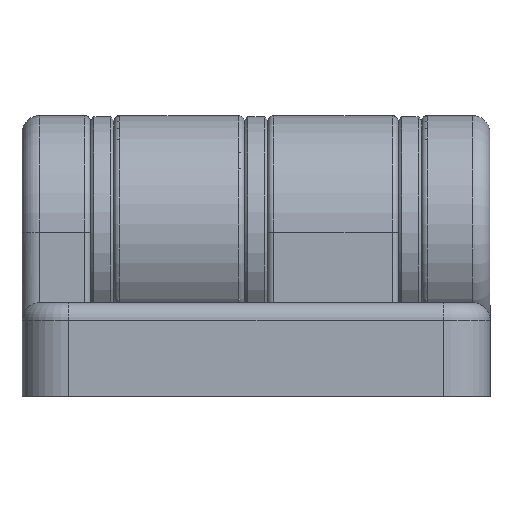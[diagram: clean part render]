
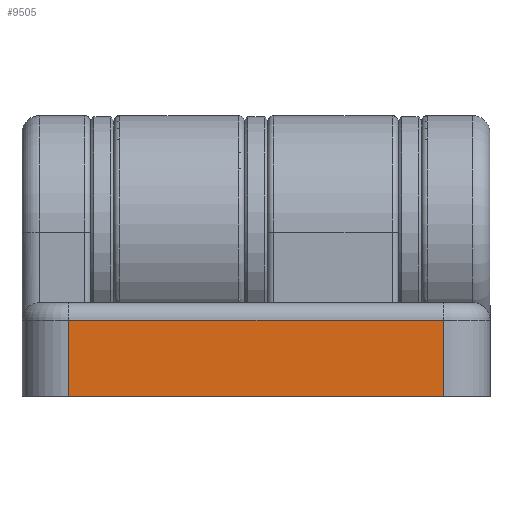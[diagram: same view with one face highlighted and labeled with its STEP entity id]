
A CAD part, left-side view. The second image highlights one B-rep face of the part: STEP entity #9505.
In plain terms, the highlighted planar face has unit normal (-1, 0, 0).
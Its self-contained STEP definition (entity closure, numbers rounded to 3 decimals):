
#7876 = PLANE('',#7877);
#7877 = AXIS2_PLACEMENT_3D('',#7878,#7879,#7880);
#7878 = CARTESIAN_POINT('',(-36.,-14.,-16.));
#7879 = DIRECTION('',(0.,1.,0.));
#7880 = DIRECTION('',(0.,-0.,1.));
#8700 = VERTEX_POINT('',#8701);
#8701 = CARTESIAN_POINT('',(-40.,-7.5,16.));
#8716 = CYLINDRICAL_SURFACE('',#8717,1.5);
#8717 = AXIS2_PLACEMENT_3D('',#8718,#8719,#8720);
#8718 = CARTESIAN_POINT('',(-38.5,-7.5,-16.));
#8719 = DIRECTION('',(-0.,-0.,1.));
#8720 = DIRECTION('',(-1.,0.,0.));
#8743 = CYLINDRICAL_SURFACE('',#8744,4.);
#8744 = AXIS2_PLACEMENT_3D('',#8745,#8746,#8747);
#8745 = CARTESIAN_POINT('',(-36.,-6.,16.));
#8746 = DIRECTION('',(-0.,1.,0.));
#8747 = DIRECTION('',(0.,0.,-1.));
#8783 = VERTEX_POINT('',#8784);
#8784 = CARTESIAN_POINT('',(-40.,-7.5,-16.));
#8811 = EDGE_CURVE('',#8783,#8700,#8812,.T.);
#8812 = SURFACE_CURVE('',#8813,(#8817,#8824),.PCURVE_S1.);
#8813 = LINE('',#8814,#8815);
#8814 = CARTESIAN_POINT('',(-40.,-7.5,-16.));
#8815 = VECTOR('',#8816,1.);
#8816 = DIRECTION('',(-0.,0.,1.));
#8817 = PCURVE('',#8716,#8818);
#8818 = DEFINITIONAL_REPRESENTATION('',(#8819),#8823);
#8819 = LINE('',#8820,#8821);
#8820 = CARTESIAN_POINT('',(6.283,0.));
#8821 = VECTOR('',#8822,1.);
#8822 = DIRECTION('',(0.,1.));
#8823 = ( GEOMETRIC_REPRESENTATION_CONTEXT(2) 
PARAMETRIC_REPRESENTATION_CONTEXT() REPRESENTATION_CONTEXT('2D SPACE',''
  ) );
#8824 = PCURVE('',#8825,#8830);
#8825 = PLANE('',#8826);
#8826 = AXIS2_PLACEMENT_3D('',#8827,#8828,#8829);
#8827 = CARTESIAN_POINT('',(-40.,-6.,-16.));
#8828 = DIRECTION('',(1.,0.,0.));
#8829 = DIRECTION('',(0.,0.,-1.));
#8830 = DEFINITIONAL_REPRESENTATION('',(#8831),#8835);
#8831 = LINE('',#8832,#8833);
#8832 = CARTESIAN_POINT('',(0.,-1.5));
#8833 = VECTOR('',#8834,1.);
#8834 = DIRECTION('',(-1.,0.));
#8835 = ( GEOMETRIC_REPRESENTATION_CONTEXT(2) 
PARAMETRIC_REPRESENTATION_CONTEXT() REPRESENTATION_CONTEXT('2D SPACE',''
  ) );
#8924 = VERTEX_POINT('',#8925);
#8925 = CARTESIAN_POINT('',(-40.,-14.,16.));
#8947 = EDGE_CURVE('',#8948,#8924,#8950,.T.);
#8948 = VERTEX_POINT('',#8949);
#8949 = CARTESIAN_POINT('',(-40.,-14.,-16.));
#8950 = SURFACE_CURVE('',#8951,(#8955,#8962),.PCURVE_S1.);
#8951 = LINE('',#8952,#8953);
#8952 = CARTESIAN_POINT('',(-40.,-14.,-16.));
#8953 = VECTOR('',#8954,1.);
#8954 = DIRECTION('',(0.,0.,1.));
#8955 = PCURVE('',#7876,#8956);
#8956 = DEFINITIONAL_REPRESENTATION('',(#8957),#8961);
#8957 = LINE('',#8958,#8959);
#8958 = CARTESIAN_POINT('',(0.,-4.));
#8959 = VECTOR('',#8960,1.);
#8960 = DIRECTION('',(1.,0.));
#8961 = ( GEOMETRIC_REPRESENTATION_CONTEXT(2) 
PARAMETRIC_REPRESENTATION_CONTEXT() REPRESENTATION_CONTEXT('2D SPACE',''
  ) );
#8962 = PCURVE('',#8825,#8963);
#8963 = DEFINITIONAL_REPRESENTATION('',(#8964),#8968);
#8964 = LINE('',#8965,#8966);
#8965 = CARTESIAN_POINT('',(0.,-8.));
#8966 = VECTOR('',#8967,1.);
#8967 = DIRECTION('',(-1.,0.));
#8968 = ( GEOMETRIC_REPRESENTATION_CONTEXT(2) 
PARAMETRIC_REPRESENTATION_CONTEXT() REPRESENTATION_CONTEXT('2D SPACE',''
  ) );
#8985 = CYLINDRICAL_SURFACE('',#8986,4.);
#8986 = AXIS2_PLACEMENT_3D('',#8987,#8988,#8989);
#8987 = CARTESIAN_POINT('',(-36.,-6.,-16.));
#8988 = DIRECTION('',(-0.,1.,0.));
#8989 = DIRECTION('',(0.,0.,-1.));
#9484 = EDGE_CURVE('',#8700,#8924,#9485,.T.);
#9485 = SURFACE_CURVE('',#9486,(#9490,#9497),.PCURVE_S1.);
#9486 = LINE('',#9487,#9488);
#9487 = CARTESIAN_POINT('',(-40.,-6.,16.));
#9488 = VECTOR('',#9489,1.);
#9489 = DIRECTION('',(-0.,-1.,-0.));
#9490 = PCURVE('',#8743,#9491);
#9491 = DEFINITIONAL_REPRESENTATION('',(#9492),#9496);
#9492 = LINE('',#9493,#9494);
#9493 = CARTESIAN_POINT('',(1.571,0.));
#9494 = VECTOR('',#9495,1.);
#9495 = DIRECTION('',(0.,-1.));
#9496 = ( GEOMETRIC_REPRESENTATION_CONTEXT(2) 
PARAMETRIC_REPRESENTATION_CONTEXT() REPRESENTATION_CONTEXT('2D SPACE',''
  ) );
#9497 = PCURVE('',#8825,#9498);
#9498 = DEFINITIONAL_REPRESENTATION('',(#9499),#9503);
#9499 = LINE('',#9500,#9501);
#9500 = CARTESIAN_POINT('',(-32.,0.));
#9501 = VECTOR('',#9502,1.);
#9502 = DIRECTION('',(0.,-1.));
#9503 = ( GEOMETRIC_REPRESENTATION_CONTEXT(2) 
PARAMETRIC_REPRESENTATION_CONTEXT() REPRESENTATION_CONTEXT('2D SPACE',''
  ) );
#9505 = ADVANCED_FACE('',(#9506),#8825,.F.);
#9506 = FACE_BOUND('',#9507,.T.);
#9507 = EDGE_LOOP('',(#9508,#9509,#9510,#9531));
#9508 = ORIENTED_EDGE('',*,*,#9484,.F.);
#9509 = ORIENTED_EDGE('',*,*,#8811,.F.);
#9510 = ORIENTED_EDGE('',*,*,#9511,.T.);
#9511 = EDGE_CURVE('',#8783,#8948,#9512,.T.);
#9512 = SURFACE_CURVE('',#9513,(#9517,#9524),.PCURVE_S1.);
#9513 = LINE('',#9514,#9515);
#9514 = CARTESIAN_POINT('',(-40.,-6.,-16.));
#9515 = VECTOR('',#9516,1.);
#9516 = DIRECTION('',(-0.,-1.,-0.));
#9517 = PCURVE('',#8825,#9518);
#9518 = DEFINITIONAL_REPRESENTATION('',(#9519),#9523);
#9519 = LINE('',#9520,#9521);
#9520 = CARTESIAN_POINT('',(0.,0.));
#9521 = VECTOR('',#9522,1.);
#9522 = DIRECTION('',(0.,-1.));
#9523 = ( GEOMETRIC_REPRESENTATION_CONTEXT(2) 
PARAMETRIC_REPRESENTATION_CONTEXT() REPRESENTATION_CONTEXT('2D SPACE',''
  ) );
#9524 = PCURVE('',#8985,#9525);
#9525 = DEFINITIONAL_REPRESENTATION('',(#9526),#9530);
#9526 = LINE('',#9527,#9528);
#9527 = CARTESIAN_POINT('',(1.571,0.));
#9528 = VECTOR('',#9529,1.);
#9529 = DIRECTION('',(0.,-1.));
#9530 = ( GEOMETRIC_REPRESENTATION_CONTEXT(2) 
PARAMETRIC_REPRESENTATION_CONTEXT() REPRESENTATION_CONTEXT('2D SPACE',''
  ) );
#9531 = ORIENTED_EDGE('',*,*,#8947,.T.);
